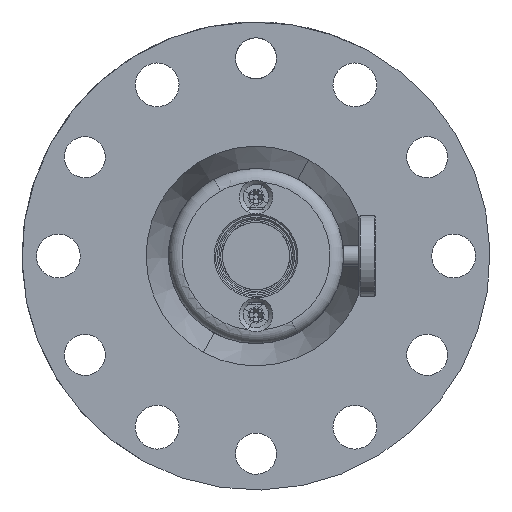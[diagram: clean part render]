
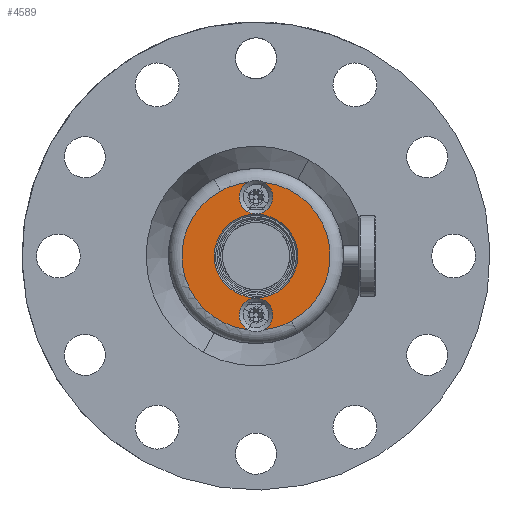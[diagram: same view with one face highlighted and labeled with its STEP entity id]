
A CAD part, front view. The second image highlights one B-rep face of the part: STEP entity #4589.
In plain terms, the highlighted face is planar.
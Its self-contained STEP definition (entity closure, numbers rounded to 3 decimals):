
#4432=AXIS2_PLACEMENT_3D('Circle Axis2P3D',#4430,#4431,$) ;
#4456=AXIS2_PLACEMENT_3D('Circle Axis2P3D',#4454,#4455,$) ;
#4517=AXIS2_PLACEMENT_3D('Plane Axis2P3D',#4514,#4515,#4516) ;
#4521=AXIS2_PLACEMENT_3D('Circle Axis2P3D',#4519,#4520,$) ;
#4530=AXIS2_PLACEMENT_3D('Circle Axis2P3D',#4528,#4529,$) ;
#4537=AXIS2_PLACEMENT_3D('Circle Axis2P3D',#4535,#4536,$) ;
#4544=AXIS2_PLACEMENT_3D('Circle Axis2P3D',#4542,#4543,$) ;
#4551=AXIS2_PLACEMENT_3D('Circle Axis2P3D',#4549,#4550,$) ;
#4558=AXIS2_PLACEMENT_3D('Circle Axis2P3D',#4556,#4557,$) ;
#4565=AXIS2_PLACEMENT_3D('Circle Axis2P3D',#4563,#4564,$) ;
#4572=AXIS2_PLACEMENT_3D('Circle Axis2P3D',#4570,#4571,$) ;
#4427=CARTESIAN_POINT('Vertex',(5.,5.441,2.972)) ;
#4430=CARTESIAN_POINT('Axis2P3D Location',(5.,0.,0.)) ;
#4434=CARTESIAN_POINT('Vertex',(5.,-5.441,-2.972)) ;
#4454=CARTESIAN_POINT('Axis2P3D Location',(5.,0.,0.)) ;
#4514=CARTESIAN_POINT('Axis2P3D Location',(5.,11.,0.)) ;
#4519=CARTESIAN_POINT('Axis2P3D Location',(5.,0.,0.)) ;
#4523=CARTESIAN_POINT('Vertex',(5.,-10.932,-1.22)) ;
#4525=CARTESIAN_POINT('Vertex',(5.,-9.653,-5.274)) ;
#4528=CARTESIAN_POINT('Axis2P3D Location',(5.,0.,0.)) ;
#4532=CARTESIAN_POINT('Vertex',(5.,10.932,-1.22)) ;
#4535=CARTESIAN_POINT('Axis2P3D Location',(5.,8.75,0.)) ;
#4539=CARTESIAN_POINT('Vertex',(5.,6.556,1.199)) ;
#4542=CARTESIAN_POINT('Axis2P3D Location',(5.,8.75,0.)) ;
#4546=CARTESIAN_POINT('Vertex',(5.,10.932,1.22)) ;
#4549=CARTESIAN_POINT('Axis2P3D Location',(5.,0.,0.)) ;
#4553=CARTESIAN_POINT('Vertex',(5.,9.653,5.274)) ;
#4556=CARTESIAN_POINT('Axis2P3D Location',(5.,0.,0.)) ;
#4560=CARTESIAN_POINT('Vertex',(5.,-10.932,1.22)) ;
#4563=CARTESIAN_POINT('Axis2P3D Location',(5.,-8.75,0.)) ;
#4567=CARTESIAN_POINT('Vertex',(5.,-6.556,-1.199)) ;
#4570=CARTESIAN_POINT('Axis2P3D Location',(5.,-8.75,0.)) ;
#4431=DIRECTION('Axis2P3D Direction',(1.,0.,0.)) ;
#4455=DIRECTION('Axis2P3D Direction',(1.,0.,0.)) ;
#4515=DIRECTION('Axis2P3D Direction',(1.,0.,0.)) ;
#4516=DIRECTION('Axis2P3D XDirection',(0.,1.,0.)) ;
#4520=DIRECTION('Axis2P3D Direction',(1.,0.,0.)) ;
#4529=DIRECTION('Axis2P3D Direction',(1.,0.,0.)) ;
#4536=DIRECTION('Axis2P3D Direction',(1.,0.,0.)) ;
#4543=DIRECTION('Axis2P3D Direction',(1.,0.,0.)) ;
#4550=DIRECTION('Axis2P3D Direction',(1.,0.,0.)) ;
#4557=DIRECTION('Axis2P3D Direction',(1.,0.,0.)) ;
#4564=DIRECTION('Axis2P3D Direction',(1.,0.,0.)) ;
#4571=DIRECTION('Axis2P3D Direction',(1.,0.,0.)) ;
#4576=ORIENTED_EDGE('',*,*,#4527,.T.) ;
#4577=ORIENTED_EDGE('',*,*,#4534,.T.) ;
#4578=ORIENTED_EDGE('',*,*,#4541,.F.) ;
#4579=ORIENTED_EDGE('',*,*,#4548,.F.) ;
#4580=ORIENTED_EDGE('',*,*,#4555,.T.) ;
#4581=ORIENTED_EDGE('',*,*,#4562,.T.) ;
#4582=ORIENTED_EDGE('',*,*,#4569,.F.) ;
#4583=ORIENTED_EDGE('',*,*,#4574,.F.) ;
#4586=ORIENTED_EDGE('',*,*,#4458,.F.) ;
#4587=ORIENTED_EDGE('',*,*,#4436,.F.) ;
#4588=FACE_BOUND('',#4585,.T.) ;
#4589=ADVANCED_FACE('Hauptk\X2\00F6\X0\rper',(#4584,#4588),#4518,.T.) ;
#4433=CIRCLE('generated circle',#4432,6.2) ;
#4457=CIRCLE('generated circle',#4456,6.2) ;
#4522=CIRCLE('generated circle',#4521,11.) ;
#4531=CIRCLE('generated circle',#4530,11.) ;
#4538=CIRCLE('generated circle',#4537,2.5) ;
#4545=CIRCLE('generated circle',#4544,2.5) ;
#4552=CIRCLE('generated circle',#4551,11.) ;
#4559=CIRCLE('generated circle',#4558,11.) ;
#4566=CIRCLE('generated circle',#4565,2.5) ;
#4573=CIRCLE('generated circle',#4572,2.5) ;
#4436=EDGE_CURVE('',#4428,#4435,#4433,.T.) ;
#4458=EDGE_CURVE('',#4435,#4428,#4457,.T.) ;
#4527=EDGE_CURVE('',#4524,#4526,#4522,.T.) ;
#4534=EDGE_CURVE('',#4526,#4533,#4531,.T.) ;
#4541=EDGE_CURVE('',#4540,#4533,#4538,.T.) ;
#4548=EDGE_CURVE('',#4547,#4540,#4545,.T.) ;
#4555=EDGE_CURVE('',#4547,#4554,#4552,.T.) ;
#4562=EDGE_CURVE('',#4554,#4561,#4559,.T.) ;
#4569=EDGE_CURVE('',#4568,#4561,#4566,.T.) ;
#4574=EDGE_CURVE('',#4524,#4568,#4573,.T.) ;
#4575=EDGE_LOOP('',(#4576,#4577,#4578,#4579,#4580,#4581,#4582,#4583)) ;
#4585=EDGE_LOOP('',(#4586,#4587)) ;
#4584=FACE_OUTER_BOUND('',#4575,.T.) ;
#4518=PLANE('',#4517) ;
#4428=VERTEX_POINT('',#4427) ;
#4435=VERTEX_POINT('',#4434) ;
#4524=VERTEX_POINT('',#4523) ;
#4526=VERTEX_POINT('',#4525) ;
#4533=VERTEX_POINT('',#4532) ;
#4540=VERTEX_POINT('',#4539) ;
#4547=VERTEX_POINT('',#4546) ;
#4554=VERTEX_POINT('',#4553) ;
#4561=VERTEX_POINT('',#4560) ;
#4568=VERTEX_POINT('',#4567) ;
